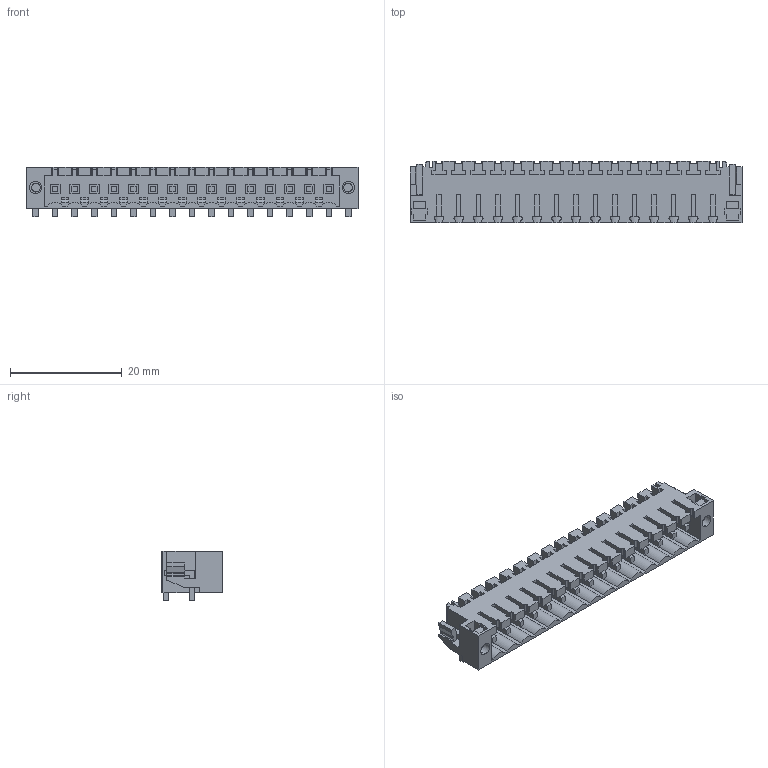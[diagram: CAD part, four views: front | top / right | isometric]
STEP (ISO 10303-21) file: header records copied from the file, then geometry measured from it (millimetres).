
FILE_DESCRIPTION(('CATIA V5 STEP Exchange','CAx-IF Rec.Pracs.--- Model Styling and Organization---1.2---2011-12-15'),'2;1');
FILE_NAME ('D1456518_0_1805070000_1805070000.stp','2018-03-10T11:23:03+00:00',('none'),('Weidmueller'),'CATIA Version 5-6 Release 2014','CATIA V5 STEP AP214','none');
FILE_SCHEMA(('AUTOMOTIVE_DESIGN { 1 0 10303 214 1 1 1 1 }'));
Length unit declared in the file: millimetre
Products named in the file (1): 1805070000
Bounding box: 59.45 x 11.05 x 8.95 mm (x, y, z)
Volume: 2125.9 mm3; surface area: 5592.4 mm2
Topology: 18 solids, 18 shells, 1046 faces, 3243 edges, 2249 vertices
Faces by surface type: plane 959, cylinder 87
Entity records: 33197 total; most frequent: ORIENTED_EDGE 6486, CARTESIAN_POINT 6033, DIRECTION 4305, EDGE_CURVE 3243, VECTOR 3063, LINE 3063, VERTEX_POINT 2249, EDGE_LOOP 1100
